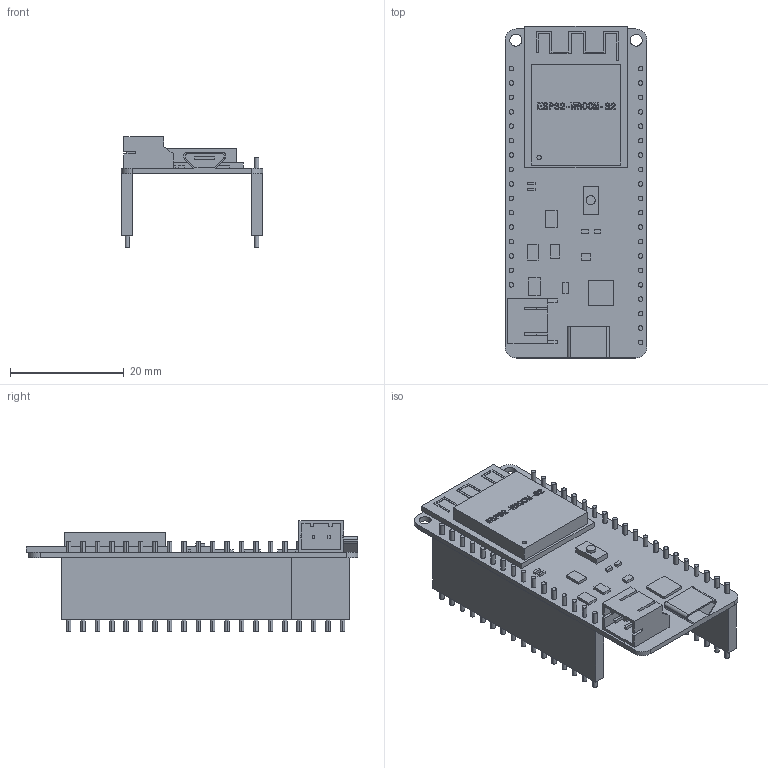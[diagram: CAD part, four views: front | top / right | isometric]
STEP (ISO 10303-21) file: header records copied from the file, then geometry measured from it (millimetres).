
FILE_DESCRIPTION(('FreeCAD Model'),'2;1');
FILE_NAME('Wemos-Lolin32-v100-colors.stp','2018-07-08T12:48:44',('Author'),(''), 'Open CASCADE STEP processor 7.2','FreeCAD','Unknown');
FILE_SCHEMA(('AUTOMOTIVE_DESIGN { 1 0 10303 214 1 1 1 1 }'));
Products named in the file (1): Body
Bounding box: 25 x 58.5 x 19.5 mm (x, y, z)
Volume: 4775.8 mm3; surface area: 6368.2 mm2
Topology: 1 solids, 1 shells, 849 faces, 2210 edges, 1472 vertices
Faces by surface type: plane 685, cylinder 164
Entity records: 60870 total; most frequent: CARTESIAN_POINT 10016, DIRECTION 8291, LINE 5850, VECTOR 5850, ORIENTED_EDGE 4420, PCURVE 4420, DEFINITIONAL_REPRESENTATION 4420, EDGE_CURVE 2210
